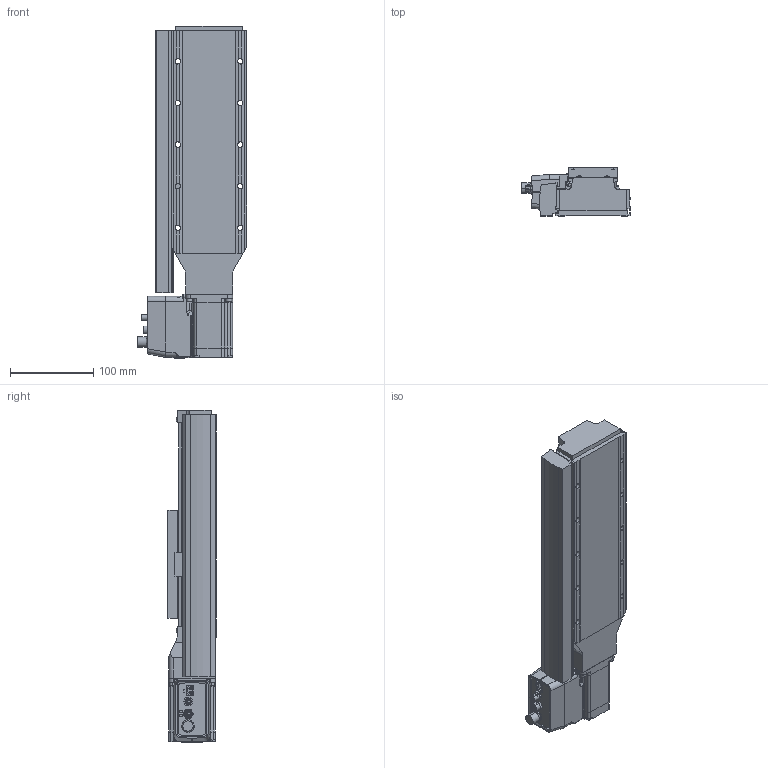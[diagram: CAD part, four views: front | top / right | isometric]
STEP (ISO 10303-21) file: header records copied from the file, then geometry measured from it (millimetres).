
FILE_DESCRIPTION (( 'STEP AP203' ), '1' );
FILE_NAME ('X-LRT0100xL-AE53C.step', '2023-05-25T20:48:14', ( '' ), ( '' ), 'SwSTEP 2.0', 'SolidWorks 2019', '' );
FILE_SCHEMA (( 'CONFIG_CONTROL_DESIGN' ));
Length unit declared in the file: millimetre
Products named in the file (4): X-LRT0100xL-AE53C; LRT_base^LRT_LRT0100-AE; LRT_motor^LRT_X-LRT; LRT_carriage^LRT_LRT-AE
Assembly tree (3 placements, depth 2):
  X-LRT0100xL-AE53C
    LRT_base^LRT_LRT0100-AE
    LRT_motor^LRT_X-LRT
    LRT_carriage^LRT_LRT-AE
Bounding box: 131 x 58 x 399 mm (x, y, z)
Volume: 1640011.5 mm3; surface area: 296644.1 mm2
Topology: 37 solids, 37 shells, 894 faces, 2276 edges, 1502 vertices
Faces by surface type: plane 572, cylinder 290, bspline 18, cone 6, sphere 4, torus 4
Entity records: 28321 total; most frequent: CARTESIAN_POINT 6055, ORIENTED_EDGE 4520, DIRECTION 4510, EDGE_CURVE 2260, VECTOR 1570, LINE 1570, VERTEX_POINT 1494, AXIS2_PLACEMENT_3D 1470
